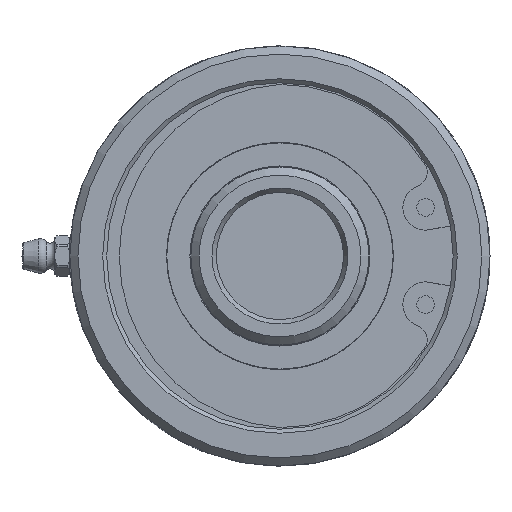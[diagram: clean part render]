
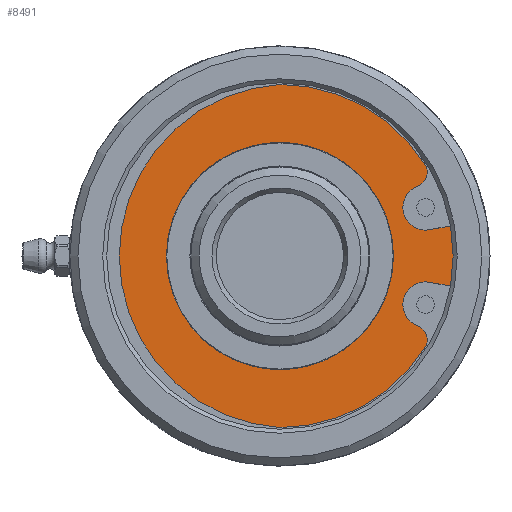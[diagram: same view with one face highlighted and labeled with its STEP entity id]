
A CAD part, left-side view. The second image highlights one B-rep face of the part: STEP entity #8491.
In plain terms, the highlighted planar face has unit normal (-1, 0, 0).
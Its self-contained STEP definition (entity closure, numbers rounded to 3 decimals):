
#396=PLANE('',#9190);
#540=FACE_BOUND('',#1612,.T.);
#1101=FACE_OUTER_BOUND('',#1611,.T.);
#1611=EDGE_LOOP('',(#6127,#6128,#6129,#6130,#6131,#6132,#6133,#6134,#6135,
#6136));
#1612=EDGE_LOOP('',(#6137,#6138));
#2176=CIRCLE('',#9133,22.325);
#2177=CIRCLE('',#9134,22.325);
#2185=CIRCLE('',#9156,4.474);
#2191=CIRCLE('',#9167,33.733);
#2193=CIRCLE('',#9170,2.949);
#2195=CIRCLE('',#9173,4.474);
#2197=CIRCLE('',#9176,2.949);
#2199=CIRCLE('',#9179,33.733);
#2201=CIRCLE('',#9182,33.806);
#2203=CIRCLE('',#9186,36.9);
#2509=LINE('',#13266,#2929);
#2513=LINE('',#13276,#2933);
#2929=VECTOR('',#10186,10.);
#2933=VECTOR('',#10192,10.);
#3529=VERTEX_POINT('',#13135);
#3530=VERTEX_POINT('',#13136);
#3556=VERTEX_POINT('',#13254);
#3557=VERTEX_POINT('',#13256);
#3560=VERTEX_POINT('',#13264);
#3564=VERTEX_POINT('',#13273);
#3565=VERTEX_POINT('',#13275);
#3572=VERTEX_POINT('',#13294);
#3573=VERTEX_POINT('',#13296);
#3575=VERTEX_POINT('',#13305);
#3577=VERTEX_POINT('',#13311);
#3579=VERTEX_POINT('',#13317);
#4473=EDGE_CURVE('',#3529,#3530,#2176,.T.);
#4474=EDGE_CURVE('',#3530,#3529,#2177,.T.);
#4511=EDGE_CURVE('',#3557,#3556,#2185,.T.);
#4516=EDGE_CURVE('',#3556,#3560,#2509,.T.);
#4520=EDGE_CURVE('',#3565,#3564,#2513,.T.);
#4530=EDGE_CURVE('',#3573,#3572,#2191,.T.);
#4533=EDGE_CURVE('',#3572,#3557,#2193,.T.);
#4536=EDGE_CURVE('',#3564,#3575,#2195,.T.);
#4539=EDGE_CURVE('',#3575,#3577,#2197,.T.);
#4542=EDGE_CURVE('',#3577,#3579,#2199,.T.);
#4544=EDGE_CURVE('',#3579,#3573,#2201,.T.);
#4546=EDGE_CURVE('',#3560,#3565,#2203,.T.);
#6127=ORIENTED_EDGE('',*,*,#4520,.T.);
#6128=ORIENTED_EDGE('',*,*,#4536,.T.);
#6129=ORIENTED_EDGE('',*,*,#4539,.T.);
#6130=ORIENTED_EDGE('',*,*,#4542,.T.);
#6131=ORIENTED_EDGE('',*,*,#4544,.T.);
#6132=ORIENTED_EDGE('',*,*,#4530,.T.);
#6133=ORIENTED_EDGE('',*,*,#4533,.T.);
#6134=ORIENTED_EDGE('',*,*,#4511,.T.);
#6135=ORIENTED_EDGE('',*,*,#4516,.T.);
#6136=ORIENTED_EDGE('',*,*,#4546,.T.);
#6137=ORIENTED_EDGE('',*,*,#4473,.T.);
#6138=ORIENTED_EDGE('',*,*,#4474,.T.);
#8491=ADVANCED_FACE('',(#1101,#540),#396,.F.);
#9133=AXIS2_PLACEMENT_3D('',#13137,#10108,#10109);
#9134=AXIS2_PLACEMENT_3D('',#13138,#10110,#10111);
#9156=AXIS2_PLACEMENT_3D('',#13257,#10178,#10179);
#9167=AXIS2_PLACEMENT_3D('',#13297,#10213,#10214);
#9170=AXIS2_PLACEMENT_3D('',#13301,#10220,#10221);
#9173=AXIS2_PLACEMENT_3D('',#13307,#10227,#10228);
#9176=AXIS2_PLACEMENT_3D('',#13313,#10234,#10235);
#9179=AXIS2_PLACEMENT_3D('',#13319,#10241,#10242);
#9182=AXIS2_PLACEMENT_3D('',#13322,#10247,#10248);
#9186=AXIS2_PLACEMENT_3D('',#13326,#10255,#10256);
#9190=AXIS2_PLACEMENT_3D('',#13331,#10263,#10264);
#10108=DIRECTION('center_axis',(1.,0.,0.));
#10109=DIRECTION('ref_axis',(0.,-1.,0.));
#10110=DIRECTION('center_axis',(1.,0.,0.));
#10111=DIRECTION('ref_axis',(0.,-1.,0.));
#10178=DIRECTION('center_axis',(1.,0.,0.));
#10179=DIRECTION('ref_axis',(0.,0.355,-0.935));
#10186=DIRECTION('',(0.,-0.985,-0.174));
#10192=DIRECTION('',(0.,0.985,-0.174));
#10213=DIRECTION('center_axis',(-1.,0.,0.));
#10214=DIRECTION('ref_axis',(0.,0.849,0.528));
#10220=DIRECTION('center_axis',(-1.,0.,0.));
#10221=DIRECTION('ref_axis',(0.,0.355,-0.935));
#10227=DIRECTION('center_axis',(1.,0.,0.));
#10228=DIRECTION('ref_axis',(0.,-0.046,-0.999));
#10234=DIRECTION('center_axis',(-1.,0.,0.));
#10235=DIRECTION('ref_axis',(0.,0.893,-0.451));
#10241=DIRECTION('center_axis',(-1.,0.,0.));
#10242=DIRECTION('ref_axis',(0.,0.,-1.));
#10247=DIRECTION('center_axis',(-1.,0.,0.));
#10248=DIRECTION('ref_axis',(0.,-0.066,0.998));
#10255=DIRECTION('center_axis',(-1.,0.,0.));
#10256=DIRECTION('ref_axis',(0.,1.,0.));
#10263=DIRECTION('center_axis',(1.,0.,0.));
#10264=DIRECTION('ref_axis',(0.,0.,-1.));
#13135=CARTESIAN_POINT('',(7.26,-22.325,0.));
#13136=CARTESIAN_POINT('',(7.26,22.325,0.));
#13137=CARTESIAN_POINT('Origin',(7.26,0.,
0.));
#13138=CARTESIAN_POINT('Origin',(7.26,0.,
0.));
#13254=CARTESIAN_POINT('',(7.26,-28.843,-5.086));
#13256=CARTESIAN_POINT('',(7.26,-27.053,-13.738));
#13257=CARTESIAN_POINT('Origin',(7.26,-28.639,-9.555));
#13264=CARTESIAN_POINT('',(7.26,-36.339,-6.408));
#13266=CARTESIAN_POINT('',(7.26,-4.374,-0.771));
#13273=CARTESIAN_POINT('',(7.26,-28.843,5.086));
#13275=CARTESIAN_POINT('',(7.26,-36.339,6.408));
#13276=CARTESIAN_POINT('',(7.26,-0.625,0.11));
#13294=CARTESIAN_POINT('',(7.26,-28.639,-17.825));
#13296=CARTESIAN_POINT('',(7.26,0.,-33.733));
#13297=CARTESIAN_POINT('Origin',(7.26,0.,0.));
#13301=CARTESIAN_POINT('Origin',(7.26,-26.007,-16.495));
#13305=CARTESIAN_POINT('',(7.26,-27.053,13.738));
#13307=CARTESIAN_POINT('Origin',(7.26,-28.639,9.555));
#13311=CARTESIAN_POINT('',(7.26,-28.639,17.825));
#13313=CARTESIAN_POINT('Origin',(7.26,-26.007,16.495));
#13317=CARTESIAN_POINT('',(7.26,0.,33.733));
#13319=CARTESIAN_POINT('Origin',(7.26,0.,0.));
#13322=CARTESIAN_POINT('Origin',(7.26,-2.225,0.));
#13326=CARTESIAN_POINT('Origin',(7.26,0.,0.));
#13331=CARTESIAN_POINT('Origin',(7.26,28.45,0.));
